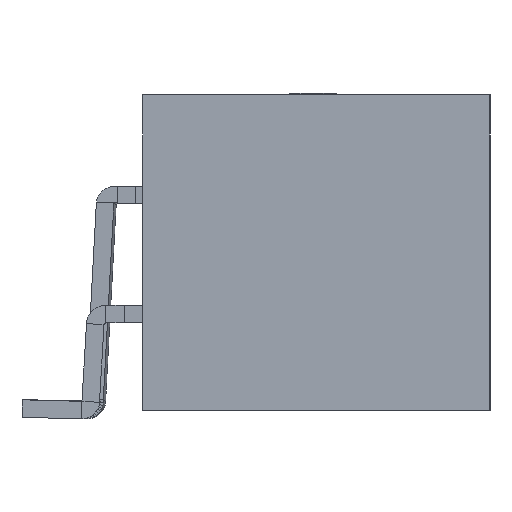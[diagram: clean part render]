
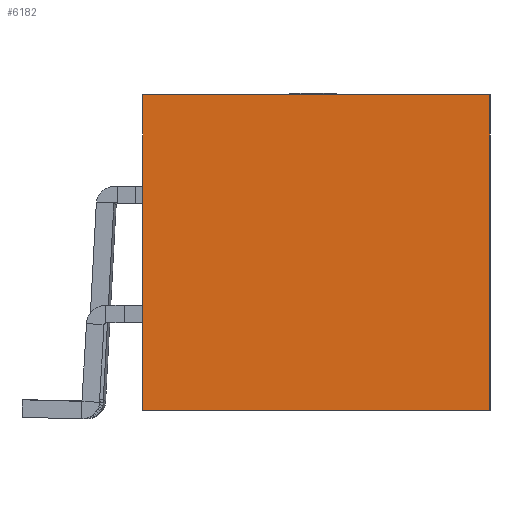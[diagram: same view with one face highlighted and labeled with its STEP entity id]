
A CAD part, left-side view. The second image highlights one B-rep face of the part: STEP entity #6182.
In plain terms, the highlighted planar face has unit normal (-1, 0, 0).
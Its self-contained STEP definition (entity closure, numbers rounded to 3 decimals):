
#146 = PLANE('',#147);
#147 = AXIS2_PLACEMENT_3D('',#148,#149,#150);
#148 = CARTESIAN_POINT('',(0.,0.,0.));
#149 = DIRECTION('',(0.,0.,1.));
#150 = DIRECTION('',(1.,0.,0.));
#503 = VERTEX_POINT('',#504);
#504 = CARTESIAN_POINT('',(-13.95,9.9,0.));
#518 = PLANE('',#519);
#519 = AXIS2_PLACEMENT_3D('',#520,#521,#522);
#520 = CARTESIAN_POINT('',(-13.95,9.9,0.));
#521 = DIRECTION('',(0.,-1.,0.));
#522 = DIRECTION('',(1.,0.,0.));
#530 = EDGE_CURVE('',#531,#503,#533,.T.);
#531 = VERTEX_POINT('',#532);
#532 = CARTESIAN_POINT('',(-13.95,-9.9,0.));
#533 = SURFACE_CURVE('',#534,(#538,#545),.PCURVE_S1.);
#534 = LINE('',#535,#536);
#535 = CARTESIAN_POINT('',(-13.95,-9.9,0.));
#536 = VECTOR('',#537,1.);
#537 = DIRECTION('',(0.,1.,0.));
#538 = PCURVE('',#146,#539);
#539 = DEFINITIONAL_REPRESENTATION('',(#540),#544);
#540 = LINE('',#541,#542);
#541 = CARTESIAN_POINT('',(-13.95,-9.9));
#542 = VECTOR('',#543,1.);
#543 = DIRECTION('',(0.,1.));
#544 = ( GEOMETRIC_REPRESENTATION_CONTEXT(2) 
PARAMETRIC_REPRESENTATION_CONTEXT() REPRESENTATION_CONTEXT('2D SPACE',''
  ) );
#545 = PCURVE('',#546,#551);
#546 = PLANE('',#547);
#547 = AXIS2_PLACEMENT_3D('',#548,#549,#550);
#548 = CARTESIAN_POINT('',(-13.95,-9.9,0.));
#549 = DIRECTION('',(1.,0.,0.));
#550 = DIRECTION('',(0.,1.,0.));
#551 = DEFINITIONAL_REPRESENTATION('',(#552),#556);
#552 = LINE('',#553,#554);
#553 = CARTESIAN_POINT('',(0.,0.));
#554 = VECTOR('',#555,1.);
#555 = DIRECTION('',(1.,0.));
#556 = ( GEOMETRIC_REPRESENTATION_CONTEXT(2) 
PARAMETRIC_REPRESENTATION_CONTEXT() REPRESENTATION_CONTEXT('2D SPACE',''
  ) );
#574 = PLANE('',#575);
#575 = AXIS2_PLACEMENT_3D('',#576,#577,#578);
#576 = CARTESIAN_POINT('',(-9.45,-9.9,0.));
#577 = DIRECTION('',(0.,1.,0.));
#578 = DIRECTION('',(-1.,0.,0.));
#6076 = EDGE_CURVE('',#503,#6077,#6079,.T.);
#6077 = VERTEX_POINT('',#6078);
#6078 = CARTESIAN_POINT('',(-13.95,9.9,-18.));
#6079 = SURFACE_CURVE('',#6080,(#6084,#6091),.PCURVE_S1.);
#6080 = LINE('',#6081,#6082);
#6081 = CARTESIAN_POINT('',(-13.95,9.9,0.));
#6082 = VECTOR('',#6083,1.);
#6083 = DIRECTION('',(-0.,-0.,-1.));
#6084 = PCURVE('',#518,#6085);
#6085 = DEFINITIONAL_REPRESENTATION('',(#6086),#6090);
#6086 = LINE('',#6087,#6088);
#6087 = CARTESIAN_POINT('',(0.,0.));
#6088 = VECTOR('',#6089,1.);
#6089 = DIRECTION('',(0.,-1.));
#6090 = ( GEOMETRIC_REPRESENTATION_CONTEXT(2) 
PARAMETRIC_REPRESENTATION_CONTEXT() REPRESENTATION_CONTEXT('2D SPACE',''
  ) );
#6091 = PCURVE('',#546,#6092);
#6092 = DEFINITIONAL_REPRESENTATION('',(#6093),#6097);
#6093 = LINE('',#6094,#6095);
#6094 = CARTESIAN_POINT('',(19.8,0.));
#6095 = VECTOR('',#6096,1.);
#6096 = DIRECTION('',(0.,-1.));
#6097 = ( GEOMETRIC_REPRESENTATION_CONTEXT(2) 
PARAMETRIC_REPRESENTATION_CONTEXT() REPRESENTATION_CONTEXT('2D SPACE',''
  ) );
#6115 = PLANE('',#6116);
#6116 = AXIS2_PLACEMENT_3D('',#6117,#6118,#6119);
#6117 = CARTESIAN_POINT('',(0.,0.,-18.));
#6118 = DIRECTION('',(0.,0.,1.));
#6119 = DIRECTION('',(1.,0.,0.));
#6182 = ADVANCED_FACE('',(#6183),#546,.F.);
#6183 = FACE_BOUND('',#6184,.F.);
#6184 = EDGE_LOOP('',(#6185,#6208,#6229,#6230));
#6185 = ORIENTED_EDGE('',*,*,#6186,.T.);
#6186 = EDGE_CURVE('',#531,#6187,#6189,.T.);
#6187 = VERTEX_POINT('',#6188);
#6188 = CARTESIAN_POINT('',(-13.95,-9.9,-18.));
#6189 = SURFACE_CURVE('',#6190,(#6194,#6201),.PCURVE_S1.);
#6190 = LINE('',#6191,#6192);
#6191 = CARTESIAN_POINT('',(-13.95,-9.9,0.));
#6192 = VECTOR('',#6193,1.);
#6193 = DIRECTION('',(-0.,-0.,-1.));
#6194 = PCURVE('',#546,#6195);
#6195 = DEFINITIONAL_REPRESENTATION('',(#6196),#6200);
#6196 = LINE('',#6197,#6198);
#6197 = CARTESIAN_POINT('',(0.,0.));
#6198 = VECTOR('',#6199,1.);
#6199 = DIRECTION('',(0.,-1.));
#6200 = ( GEOMETRIC_REPRESENTATION_CONTEXT(2) 
PARAMETRIC_REPRESENTATION_CONTEXT() REPRESENTATION_CONTEXT('2D SPACE',''
  ) );
#6201 = PCURVE('',#574,#6202);
#6202 = DEFINITIONAL_REPRESENTATION('',(#6203),#6207);
#6203 = LINE('',#6204,#6205);
#6204 = CARTESIAN_POINT('',(4.5,0.));
#6205 = VECTOR('',#6206,1.);
#6206 = DIRECTION('',(0.,-1.));
#6207 = ( GEOMETRIC_REPRESENTATION_CONTEXT(2) 
PARAMETRIC_REPRESENTATION_CONTEXT() REPRESENTATION_CONTEXT('2D SPACE',''
  ) );
#6208 = ORIENTED_EDGE('',*,*,#6209,.T.);
#6209 = EDGE_CURVE('',#6187,#6077,#6210,.T.);
#6210 = SURFACE_CURVE('',#6211,(#6215,#6222),.PCURVE_S1.);
#6211 = LINE('',#6212,#6213);
#6212 = CARTESIAN_POINT('',(-13.95,-9.9,-18.));
#6213 = VECTOR('',#6214,1.);
#6214 = DIRECTION('',(0.,1.,0.));
#6215 = PCURVE('',#546,#6216);
#6216 = DEFINITIONAL_REPRESENTATION('',(#6217),#6221);
#6217 = LINE('',#6218,#6219);
#6218 = CARTESIAN_POINT('',(0.,-18.));
#6219 = VECTOR('',#6220,1.);
#6220 = DIRECTION('',(1.,0.));
#6221 = ( GEOMETRIC_REPRESENTATION_CONTEXT(2) 
PARAMETRIC_REPRESENTATION_CONTEXT() REPRESENTATION_CONTEXT('2D SPACE',''
  ) );
#6222 = PCURVE('',#6115,#6223);
#6223 = DEFINITIONAL_REPRESENTATION('',(#6224),#6228);
#6224 = LINE('',#6225,#6226);
#6225 = CARTESIAN_POINT('',(-13.95,-9.9));
#6226 = VECTOR('',#6227,1.);
#6227 = DIRECTION('',(0.,1.));
#6228 = ( GEOMETRIC_REPRESENTATION_CONTEXT(2) 
PARAMETRIC_REPRESENTATION_CONTEXT() REPRESENTATION_CONTEXT('2D SPACE',''
  ) );
#6229 = ORIENTED_EDGE('',*,*,#6076,.F.);
#6230 = ORIENTED_EDGE('',*,*,#530,.F.);
